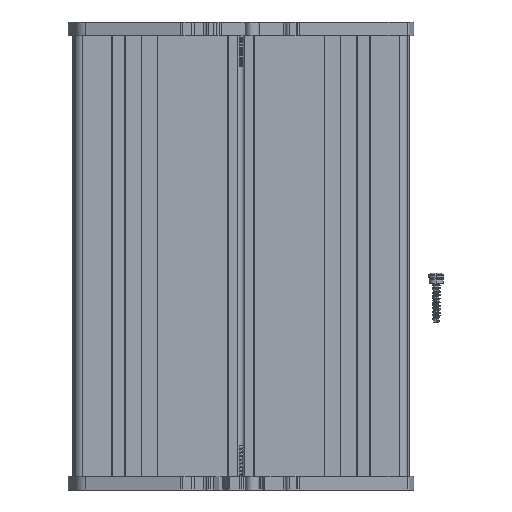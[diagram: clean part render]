
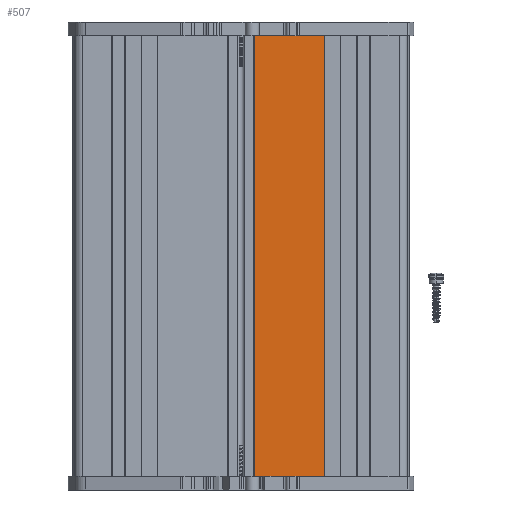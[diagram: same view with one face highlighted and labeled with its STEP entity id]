
A CAD part, left-side view. The second image highlights one B-rep face of the part: STEP entity #507.
In plain terms, the highlighted planar face has unit normal (-1, 0, 0).
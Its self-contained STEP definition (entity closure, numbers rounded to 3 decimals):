
#451=CARTESIAN_POINT('',(4.815,32.255,164.));
#452=VERTEX_POINT('',#451);
#459=CARTESIAN_POINT('',(4.815,32.255,0.));
#460=VERTEX_POINT('',#459);
#461=CARTESIAN_POINT('',(4.815,32.255,0.));
#462=DIRECTION('',(0.,0.,1.));
#463=VECTOR('',#462,1640.);
#464=LINE('',#461,#463);
#465=EDGE_CURVE('',#460,#452,#464,.T.);
#477=CARTESIAN_POINT('',(4.815,45.855,0.));
#478=DIRECTION('',(-1.,0.,0.));
#479=DIRECTION('',(0.,-1.,0.));
#480=AXIS2_PLACEMENT_3D('',#477,#478,#479);
#481=PLANE('',#480);
#482=CARTESIAN_POINT('',(4.815,59.455,164.));
#483=VERTEX_POINT('',#482);
#484=CARTESIAN_POINT('',(4.815,-212.545,164.));
#485=DIRECTION('',(0.,1.,0.));
#486=VECTOR('',#485,272.);
#487=LINE('',#484,#486);
#488=EDGE_CURVE('',#452,#483,#487,.T.);
#489=ORIENTED_EDGE('',*,*,#488,.T.);
#490=CARTESIAN_POINT('',(4.815,59.455,0.));
#491=VERTEX_POINT('',#490);
#492=CARTESIAN_POINT('',(4.815,59.455,0.));
#493=DIRECTION('',(0.,0.,1.));
#494=VECTOR('',#493,1640.);
#495=LINE('',#492,#494);
#496=EDGE_CURVE('',#491,#483,#495,.T.);
#497=ORIENTED_EDGE('',*,*,#496,.F.);
#498=CARTESIAN_POINT('',(4.815,59.455,0.));
#499=DIRECTION('',(0.,-1.,0.));
#500=VECTOR('',#499,272.);
#501=LINE('',#498,#500);
#502=EDGE_CURVE('',#491,#460,#501,.T.);
#503=ORIENTED_EDGE('',*,*,#502,.T.);
#504=ORIENTED_EDGE('',*,*,#465,.T.);
#505=EDGE_LOOP('',(#489,#497,#503,#504));
#506=FACE_BOUND('',#505,.T.);
#507=ADVANCED_FACE('',(#506),#481,.T.);
